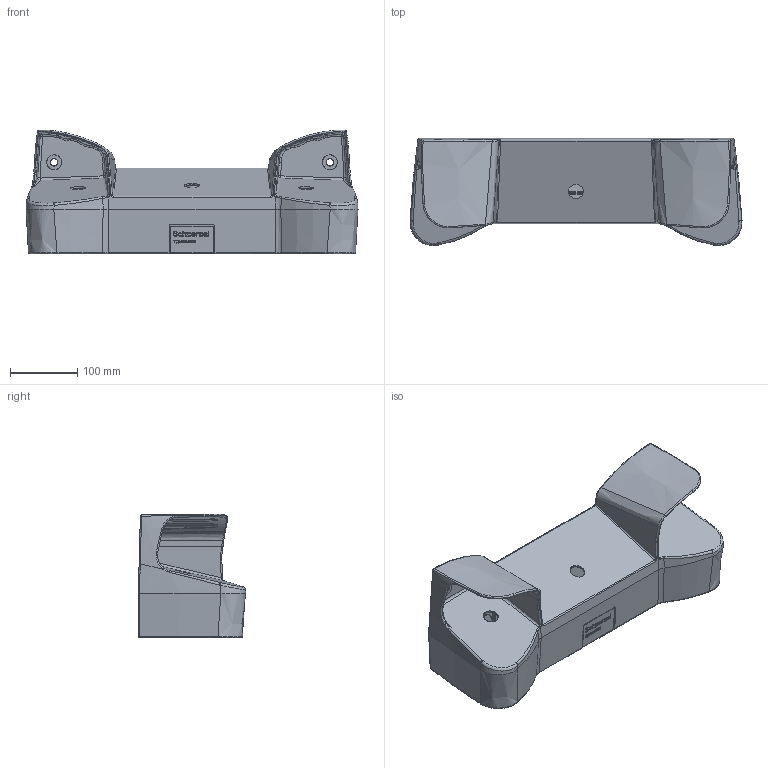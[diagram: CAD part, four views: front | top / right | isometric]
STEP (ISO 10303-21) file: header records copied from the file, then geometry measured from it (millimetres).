
FILE_DESCRIPTION (( 'STEP AP214' ), '1' );
FILE_NAME ('SEPG05.3.L.22_REVISION1.STEP', '2021-02-16T17:24:20', ( '' ), ( '' ), 'SwSTEP 2.0', 'SolidWorks 2019', '' );
FILE_SCHEMA (( 'AUTOMOTIVE_DESIGN' ));
Length unit declared in the file: inch
Products named in the file (1): SEPG05.3.L.22_REVISION1
Bounding box: 493.62 x 159.63 x 184.1 mm (x, y, z)
Volume: 1488142.3 mm3; surface area: 650937.3 mm2
Topology: 1 solids, 1 shells, 3709 faces, 8980 edges, 5370 vertices
Faces by surface type: bspline 1489, plane 1191, cylinder 774, cone 255
Entity records: 181408 total; most frequent: CARTESIAN_POINT 110374, ORIENTED_EDGE 17906, DIRECTION 10353, EDGE_CURVE 8953, VERTEX_POINT 5370, EDGE_LOOP 3865, FACE_OUTER_BOUND 3709, ADVANCED_FACE 3709
